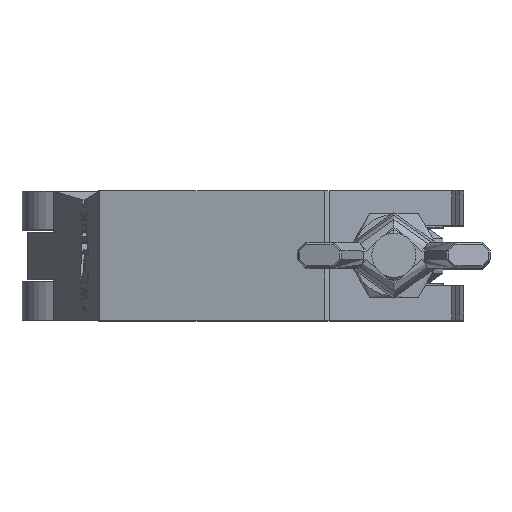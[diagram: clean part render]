
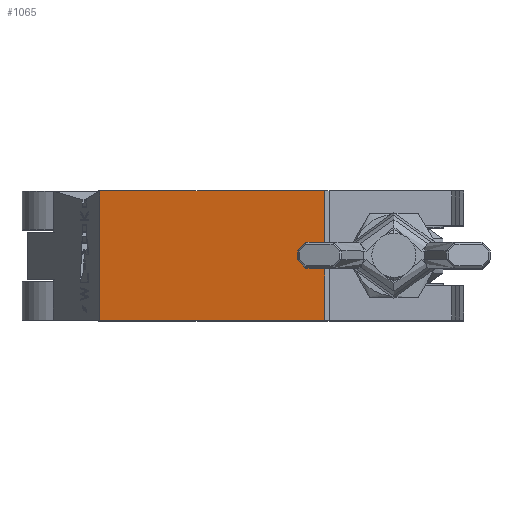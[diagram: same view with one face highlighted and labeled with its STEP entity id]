
A CAD part, top view. The second image highlights one B-rep face of the part: STEP entity #1065.
In plain terms, the highlighted free-form (B-spline) face has degree [2, 1] with [9, 2] control points.
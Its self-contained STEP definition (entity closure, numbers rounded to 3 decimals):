
#1065=ADVANCED_FACE('',(#1945),#13671,.T.);
#1945=FACE_OUTER_BOUND('',#2891,.T.);
#2891=EDGE_LOOP('',(#6657,#6658,#6659,#6660));
#6657=ORIENTED_EDGE('',*,*,#9131,.F.);
#6658=ORIENTED_EDGE('',*,*,#9133,.F.);
#6659=ORIENTED_EDGE('',*,*,#8869,.F.);
#6660=ORIENTED_EDGE('',*,*,#9134,.T.);
#8869=EDGE_CURVE('',#12593,#12594,#10367,.T.);
#9131=EDGE_CURVE('',#12762,#12592,#10584,.T.);
#9133=EDGE_CURVE('',#12594,#12762,#11440,.T.);
#9134=EDGE_CURVE('',#12593,#12592,#11441,.T.);
#10367=B_SPLINE_CURVE_WITH_KNOTS('',1,(#32954,#32955),.UNSPECIFIED.,.F.,
 .F.,(2,2),(0.,30.),.UNSPECIFIED.);
#10584=B_SPLINE_CURVE_WITH_KNOTS('',1,(#33645,#33646),.UNSPECIFIED.,.F.,
 .F.,(2,2),(-30.,0.),.UNSPECIFIED.);
#11440=(
BOUNDED_CURVE()
B_SPLINE_CURVE(2,(#33649,#33650,#33651,#33652,#33653),.UNSPECIFIED.,.F.,
 .F.)
B_SPLINE_CURVE_WITH_KNOTS((3,2,3),(-60.07,-30.035,
0.),.UNSPECIFIED.)
CURVE()
GEOMETRIC_REPRESENTATION_ITEM()
RATIONAL_B_SPLINE_CURVE((1.,0.911,1.,0.911,1.))
REPRESENTATION_ITEM('')
);
#11441=(
BOUNDED_CURVE()
B_SPLINE_CURVE(2,(#33654,#33655,#33656,#33657,#33658),.UNSPECIFIED.,.F.,
 .F.)
B_SPLINE_CURVE_WITH_KNOTS((3,2,3),(0.,30.035,60.07),
 .UNSPECIFIED.)
CURVE()
GEOMETRIC_REPRESENTATION_ITEM()
RATIONAL_B_SPLINE_CURVE((1.,0.911,1.,0.911,1.))
REPRESENTATION_ITEM('')
);
#12592=VERTEX_POINT('',#32618);
#12593=VERTEX_POINT('',#32619);
#12594=VERTEX_POINT('',#32620);
#12762=VERTEX_POINT('',#32788);
#13671=(
BOUNDED_SURFACE()
B_SPLINE_SURFACE(2,1,((#32524,#32525),(#32526,#32527),(#32528,#32529),(#32530,
#32531),(#32532,#32533),(#32534,#32535),(#32536,#32537),(#32538,#32539),
(#32540,#32541)),.UNSPECIFIED.,.T.,.F.,.F.)
B_SPLINE_SURFACE_WITH_KNOTS((3,2,2,2,3),(2,2),(0.,55.569,111.138,
166.706,222.275),(0.,30.02),.UNSPECIFIED.)
GEOMETRIC_REPRESENTATION_ITEM()
RATIONAL_B_SPLINE_SURFACE(((1.,1.),(0.707,0.707),
(1.,1.),(0.707,0.707),(1.,1.),(0.707,
0.707),(1.,1.),(0.707,0.707),(1.,1.)))
REPRESENTATION_ITEM('')
SURFACE()
);
#32524=CARTESIAN_POINT('',(68.273,-706.56,-10.478));
#32525=CARTESIAN_POINT('',(68.273,-736.58,-10.478));
#32526=CARTESIAN_POINT('',(58.796,-706.56,23.605));
#32527=CARTESIAN_POINT('',(58.796,-736.58,23.605));
#32528=CARTESIAN_POINT('',(24.713,-706.56,14.128));
#32529=CARTESIAN_POINT('',(24.713,-736.58,14.128));
#32530=CARTESIAN_POINT('',(-9.371,-706.56,4.651));
#32531=CARTESIAN_POINT('',(-9.371,-736.58,4.651));
#32532=CARTESIAN_POINT('',(0.107,-706.56,-29.433));
#32533=CARTESIAN_POINT('',(0.107,-736.58,-29.433));
#32534=CARTESIAN_POINT('',(9.584,-706.56,-63.516));
#32535=CARTESIAN_POINT('',(9.584,-736.58,-63.516));
#32536=CARTESIAN_POINT('',(43.667,-706.56,-54.038));
#32537=CARTESIAN_POINT('',(43.667,-736.58,-54.038));
#32538=CARTESIAN_POINT('',(77.75,-706.56,-44.561));
#32539=CARTESIAN_POINT('',(77.75,-736.58,-44.561));
#32540=CARTESIAN_POINT('',(68.273,-706.56,-10.478));
#32541=CARTESIAN_POINT('',(68.273,-736.58,-10.478));
#32618=CARTESIAN_POINT('',(56.178,-736.57,7.758));
#32619=CARTESIAN_POINT('',(3.911,-736.57,-1.661));
#32620=CARTESIAN_POINT('',(3.911,-706.57,-1.661));
#32788=CARTESIAN_POINT('',(56.178,-706.57,7.758));
#32954=CARTESIAN_POINT('',(3.911,-736.57,-1.661));
#32955=CARTESIAN_POINT('',(3.911,-706.57,-1.661));
#33645=CARTESIAN_POINT('',(56.178,-706.57,7.758));
#33646=CARTESIAN_POINT('',(56.178,-736.57,7.758));
#33649=CARTESIAN_POINT('',(3.911,-706.57,-1.661));
#33650=CARTESIAN_POINT('',(12.18,-706.57,12.024));
#33651=CARTESIAN_POINT('',(27.916,-706.57,14.86));
#33652=CARTESIAN_POINT('',(43.652,-706.57,17.696));
#33653=CARTESIAN_POINT('',(56.178,-706.57,7.758));
#33654=CARTESIAN_POINT('',(3.911,-736.57,-1.661));
#33655=CARTESIAN_POINT('',(12.18,-736.57,12.024));
#33656=CARTESIAN_POINT('',(27.916,-736.57,14.86));
#33657=CARTESIAN_POINT('',(43.652,-736.57,17.696));
#33658=CARTESIAN_POINT('',(56.178,-736.57,7.758));
